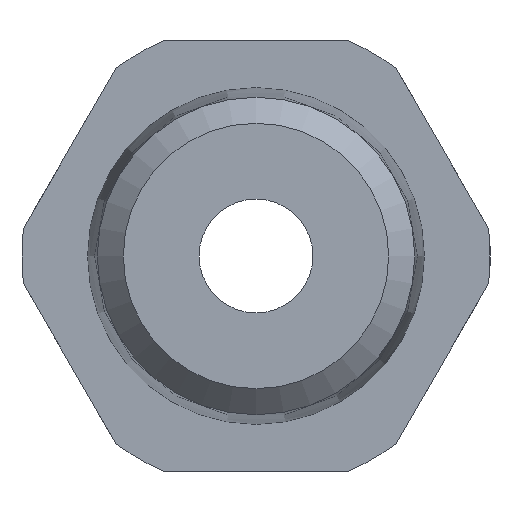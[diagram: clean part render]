
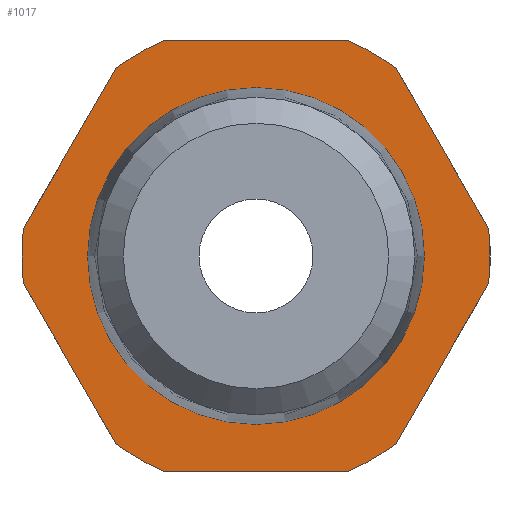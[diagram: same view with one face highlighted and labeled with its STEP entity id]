
A CAD part, front view. The second image highlights one B-rep face of the part: STEP entity #1017.
In plain terms, the highlighted planar face has unit normal (0, -1, 0).
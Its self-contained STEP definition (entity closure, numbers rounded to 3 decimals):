
#384=CARTESIAN_POINT('',(3.649,13.1,-8.5));
#385=VERTEX_POINT('',#384);
#392=CARTESIAN_POINT('',(-3.649,13.1,-8.5));
#393=VERTEX_POINT('',#392);
#394=CARTESIAN_POINT('',(-3.649,13.1,-8.5));
#395=DIRECTION('',(1.0,0.0,0.0));
#396=VECTOR('',#395,7.297);
#397=LINE('',#394,#396);
#398=EDGE_CURVE('',#393,#385,#397,.T.);
#446=CARTESIAN_POINT('',(-5.537,13.1,-7.41));
#447=VERTEX_POINT('',#446);
#454=CARTESIAN_POINT('',(-9.186,13.1,-1.09));
#455=VERTEX_POINT('',#454);
#456=CARTESIAN_POINT('',(-9.186,13.1,-1.09));
#457=DIRECTION('',(0.5,0.,-0.866));
#458=VECTOR('',#457,7.297);
#459=LINE('',#456,#458);
#460=EDGE_CURVE('',#455,#447,#459,.T.);
#508=CARTESIAN_POINT('',(-9.186,13.1,1.09));
#509=VERTEX_POINT('',#508);
#516=CARTESIAN_POINT('',(-5.537,13.1,7.41));
#517=VERTEX_POINT('',#516);
#518=CARTESIAN_POINT('',(-5.537,13.1,7.41));
#519=DIRECTION('',(-0.5,0.,-0.866));
#520=VECTOR('',#519,7.297);
#521=LINE('',#518,#520);
#522=EDGE_CURVE('',#517,#509,#521,.T.);
#570=CARTESIAN_POINT('',(-3.649,13.1,8.5));
#571=VERTEX_POINT('',#570);
#578=CARTESIAN_POINT('',(3.649,13.1,8.5));
#579=VERTEX_POINT('',#578);
#580=CARTESIAN_POINT('',(3.649,13.1,8.5));
#581=DIRECTION('',(-1.0,0.0,0.0));
#582=VECTOR('',#581,7.297);
#583=LINE('',#580,#582);
#584=EDGE_CURVE('',#579,#571,#583,.T.);
#632=CARTESIAN_POINT('',(5.537,13.1,7.41));
#633=VERTEX_POINT('',#632);
#640=CARTESIAN_POINT('',(9.186,13.1,1.09));
#641=VERTEX_POINT('',#640);
#642=CARTESIAN_POINT('',(9.186,13.1,1.09));
#643=DIRECTION('',(-0.5,0.,0.866));
#644=VECTOR('',#643,7.297);
#645=LINE('',#642,#644);
#646=EDGE_CURVE('',#641,#633,#645,.T.);
#694=CARTESIAN_POINT('',(9.186,13.1,-1.09));
#695=VERTEX_POINT('',#694);
#702=CARTESIAN_POINT('',(5.537,13.1,-7.41));
#703=VERTEX_POINT('',#702);
#704=CARTESIAN_POINT('',(5.537,13.1,-7.41));
#705=DIRECTION('',(0.5,0.,0.866));
#706=VECTOR('',#705,7.297);
#707=LINE('',#704,#706);
#708=EDGE_CURVE('',#703,#695,#707,.T.);
#845=CARTESIAN_POINT('',(0.,13.1,0.0));
#846=DIRECTION('',(0.0,1.0,0.0));
#847=DIRECTION('',(-1.0,0.0,0.0));
#848=AXIS2_PLACEMENT_3D('',#845,#846,#847);
#849=CIRCLE('',#848,9.25);
#850=EDGE_CURVE('',#641,#695,#849,.T.);
#863=CARTESIAN_POINT('',(0.,13.1,0.0));
#864=DIRECTION('',(0.0,1.0,0.0));
#865=DIRECTION('',(-1.0,0.0,0.0));
#866=AXIS2_PLACEMENT_3D('',#863,#864,#865);
#867=CIRCLE('',#866,9.25);
#868=EDGE_CURVE('',#579,#633,#867,.T.);
#881=CARTESIAN_POINT('',(0.,13.1,0.0));
#882=DIRECTION('',(0.0,1.0,0.0));
#883=DIRECTION('',(-1.0,0.0,0.0));
#884=AXIS2_PLACEMENT_3D('',#881,#882,#883);
#885=CIRCLE('',#884,9.25);
#886=EDGE_CURVE('',#517,#571,#885,.T.);
#899=CARTESIAN_POINT('',(0.,13.1,0.0));
#900=DIRECTION('',(0.0,1.0,0.0));
#901=DIRECTION('',(-1.0,0.0,0.0));
#902=AXIS2_PLACEMENT_3D('',#899,#900,#901);
#903=CIRCLE('',#902,9.25);
#904=EDGE_CURVE('',#455,#509,#903,.T.);
#917=CARTESIAN_POINT('',(0.,13.1,0.0));
#918=DIRECTION('',(0.0,1.0,0.0));
#919=DIRECTION('',(-1.0,0.0,0.0));
#920=AXIS2_PLACEMENT_3D('',#917,#918,#919);
#921=CIRCLE('',#920,9.25);
#922=EDGE_CURVE('',#393,#447,#921,.T.);
#974=CARTESIAN_POINT('',(-6.65,13.1,0.0));
#975=VERTEX_POINT('',#974);
#976=CARTESIAN_POINT('',(0.,13.1,0.0));
#977=DIRECTION('',(0.0,1.0,0.0));
#978=DIRECTION('',(-1.0,0.0,0.0));
#979=AXIS2_PLACEMENT_3D('',#976,#977,#978);
#980=CIRCLE('',#979,6.65);
#981=EDGE_CURVE('',#975,#975,#980,.T.);
#989=CARTESIAN_POINT('',(-7.95,13.1,0.0));
#990=DIRECTION('',(0.0,-1.0,0.0));
#991=DIRECTION('',(0.0,0.0,-1.0));
#992=AXIS2_PLACEMENT_3D('',#989,#990,#991);
#993=PLANE('',#992);
#994=ORIENTED_EDGE('',*,*,#398,.T.);
#995=CARTESIAN_POINT('',(0.,13.1,0.0));
#996=DIRECTION('',(0.0,1.0,0.0));
#997=DIRECTION('',(-1.0,0.0,0.0));
#998=AXIS2_PLACEMENT_3D('',#995,#996,#997);
#999=CIRCLE('',#998,9.25);
#1000=EDGE_CURVE('',#703,#385,#999,.T.);
#1001=ORIENTED_EDGE('',*,*,#1000,.F.);
#1002=ORIENTED_EDGE('',*,*,#708,.T.);
#1003=ORIENTED_EDGE('',*,*,#850,.F.);
#1004=ORIENTED_EDGE('',*,*,#646,.T.);
#1005=ORIENTED_EDGE('',*,*,#868,.F.);
#1006=ORIENTED_EDGE('',*,*,#584,.T.);
#1007=ORIENTED_EDGE('',*,*,#886,.F.);
#1008=ORIENTED_EDGE('',*,*,#522,.T.);
#1009=ORIENTED_EDGE('',*,*,#904,.F.);
#1010=ORIENTED_EDGE('',*,*,#460,.T.);
#1011=ORIENTED_EDGE('',*,*,#922,.F.);
#1012=EDGE_LOOP('',(#994,#1001,#1002,#1003,#1004,#1005,#1006,#1007,#1008,#1009,#1010,#1011));
#1013=FACE_OUTER_BOUND('',#1012,.T.);
#1014=ORIENTED_EDGE('',*,*,#981,.T.);
#1015=EDGE_LOOP('',(#1014));
#1016=FACE_BOUND('',#1015,.T.);
#1017=ADVANCED_FACE('',(#1013,#1016),#993,.T.);
